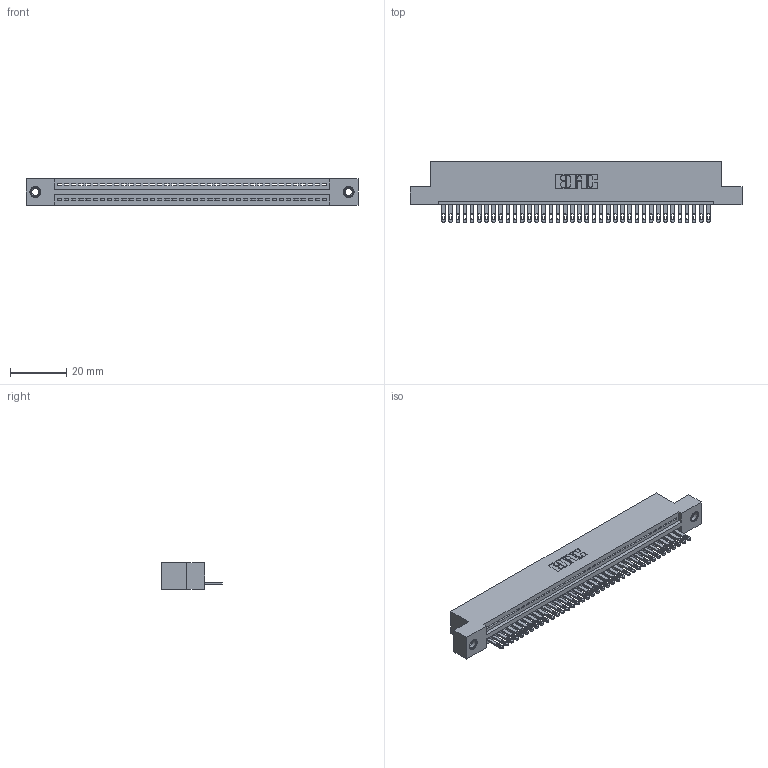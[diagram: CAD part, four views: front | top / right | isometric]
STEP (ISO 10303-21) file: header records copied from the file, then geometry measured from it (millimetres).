
FILE_DESCRIPTION (( 'STEP AP203' ), '1' );
FILE_NAME ('345-038-500-107.STEP', '2018-08-30T04:33:26', ( '' ), ( '' ), 'SwSTEP 2.0', 'SolidWorks 2016', '' );
FILE_SCHEMA (( 'CONFIG_CONTROL_DESIGN' ));
Length unit declared in the file: inch
Products named in the file (4): 345-292-001_345-293-100; 345-250-001_345-250-005-103; 345-038-500-107; 345 Part_Flush Mounting Lugs - 0.156 Dia-TI
Assembly tree (41 placements, depth 2):
  345-038-500-107
    345 Part_Flush Mounting Lugs - 0.156 Dia-TI
    345-292-001_345-293-100  x38
    345-250-001_345-250-005-103  x2
Bounding box: 117.73 x 21.51 x 9.4 mm (x, y, z)
Volume: 11159.3 mm3; surface area: 14893.2 mm2
Topology: 41 solids, 41 shells, 2238 faces, 6861 edges, 4566 vertices
Faces by surface type: plane 1404, cylinder 818, cone 12, torus 4
Entity records: 30254 total; most frequent: CARTESIAN_POINT 5221, ORIENTED_EDGE 5186, DIRECTION 4595, EDGE_CURVE 2593, LINE 2285, VECTOR 2285, VERTEX_POINT 1724, AXIS2_PLACEMENT_3D 1155
